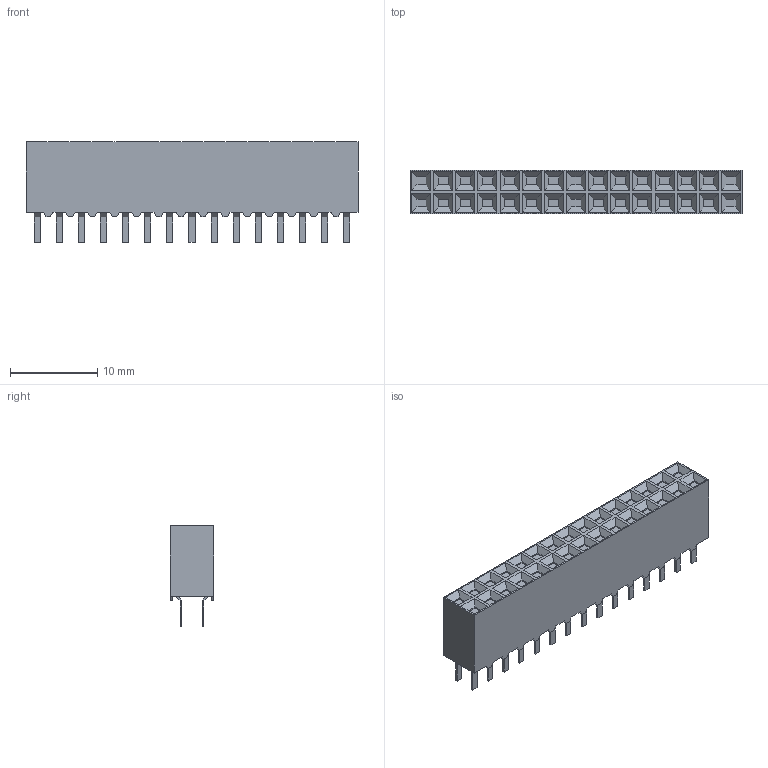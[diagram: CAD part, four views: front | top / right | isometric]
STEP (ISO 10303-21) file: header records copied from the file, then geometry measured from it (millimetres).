
FILE_DESCRIPTION(/* description */ (''),/* implementation_level */ '2;1');
FILE_NAME(/* name */ '1-534206-5.step',/* time_stamp */ '2019-03-02T22:42:15+01:00',/* author */ ('r.varma'),/* organization */ (''),/* preprocessor_version */ 'ST-DEVELOPER v17.2',/* originating_system */ 'Autodesk Translation Framework v7.6.0.251',/* authorisation */ '');
FILE_SCHEMA (('AUTOMOTIVE_DESIGN { 1 0 10303 214 3 1 1 }'));
Length unit declared in the file: millimetre
Products named in the file (1): 1-534206-5
Bounding box: 38.1 x 5.03 x 11.56 mm (x, y, z)
Volume: 1519.5 mm3; surface area: 1379.2 mm2
Topology: 1 solids, 1 shells, 598 faces, 1488 edges, 952 vertices
Faces by surface type: plane 598
Entity records: 17429 total; most frequent: CARTESIAN_POINT 3039, ORIENTED_EDGE 2976, DIRECTION 2686, LINE 1488, VECTOR 1488, EDGE_CURVE 1488, VERTEX_POINT 952, EDGE_LOOP 658
